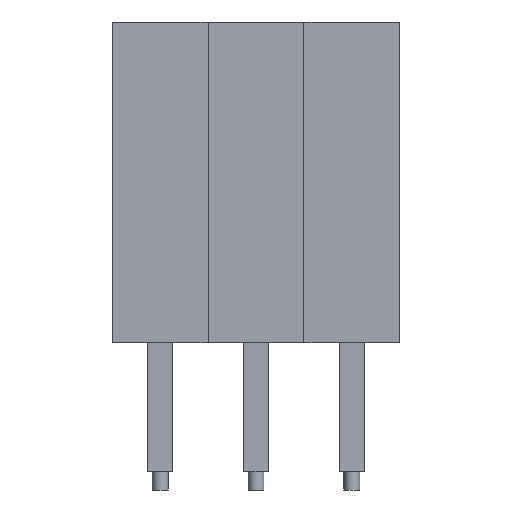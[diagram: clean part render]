
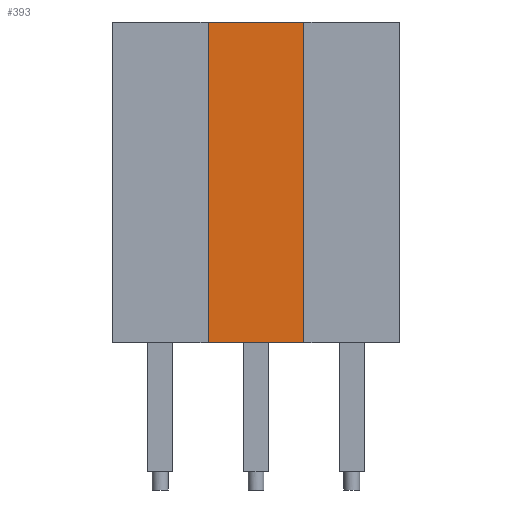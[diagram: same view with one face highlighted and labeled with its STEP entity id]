
A CAD part, front view. The second image highlights one B-rep face of the part: STEP entity #393.
In plain terms, the highlighted planar face has unit normal (0, -1, 0).
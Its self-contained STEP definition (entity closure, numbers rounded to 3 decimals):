
#393=ADVANCED_FACE('',(#853),#855,.T.);
#853=FACE_BOUND('',#854,.T.);
#854=EDGE_LOOP('',(#1209,#1210,#1211,#1212));
#855=PLANE('',#856);
#856=AXIS2_PLACEMENT_3D('',#857,#858,#859);
#857=CARTESIAN_POINT('',(0.,0.,0.));
#858=DIRECTION('',(0.,-1.,0.));
#859=DIRECTION('',(1.,0.,0.));
#1209=ORIENTED_EDGE('',*,*,#1428,.T.);
#1210=ORIENTED_EDGE('',*,*,#1409,.T.);
#1211=ORIENTED_EDGE('',*,*,#1423,.F.);
#1212=ORIENTED_EDGE('',*,*,#1416,.F.);
#1409=EDGE_CURVE('',#1559,#1557,#1560,.T.);
#1416=EDGE_CURVE('',#1569,#1571,#1572,.T.);
#1423=EDGE_CURVE('',#1571,#1557,#1581,.T.);
#1428=EDGE_CURVE('',#1569,#1559,#1590,.T.);
#1557=VERTEX_POINT('',#1829);
#1559=VERTEX_POINT('',#1833);
#1560=LINE('',#1834,#1835);
#1569=VERTEX_POINT('',#1855);
#1571=VERTEX_POINT('',#1859);
#1572=LINE('',#1860,#1861);
#1581=LINE('',#1883,#1884);
#1590=LINE('',#1902,#1903);
#1829=CARTESIAN_POINT('',(2.54,0.,8.5));
#1833=CARTESIAN_POINT('',(2.54,0.,0.));
#1834=CARTESIAN_POINT('',(2.54,0.,0.));
#1835=VECTOR('',#1836,1.);
#1836=DIRECTION('',(0.,0.,1.));
#1855=CARTESIAN_POINT('',(0.,0.,0.));
#1859=CARTESIAN_POINT('',(0.,0.,8.5));
#1860=CARTESIAN_POINT('',(0.,0.,0.));
#1861=VECTOR('',#1862,1.);
#1862=DIRECTION('',(0.,0.,1.));
#1883=CARTESIAN_POINT('',(0.,0.,8.5));
#1884=VECTOR('',#1885,1.);
#1885=DIRECTION('',(1.,0.,0.));
#1902=CARTESIAN_POINT('',(0.,0.,0.));
#1903=VECTOR('',#1904,1.);
#1904=DIRECTION('',(1.,0.,0.));
